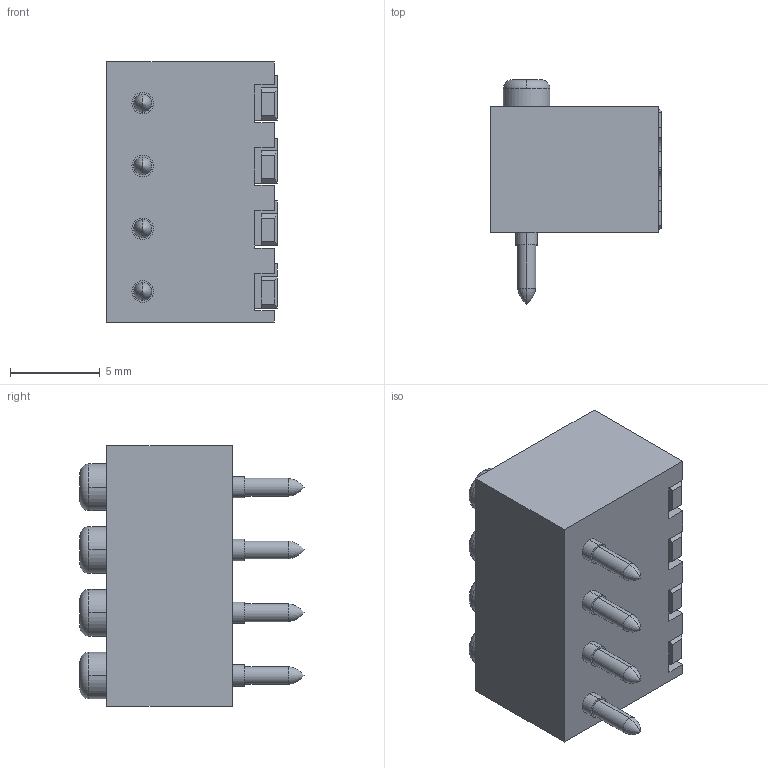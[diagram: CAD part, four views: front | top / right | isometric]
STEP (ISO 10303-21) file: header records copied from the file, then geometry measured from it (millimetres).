
FILE_DESCRIPTION(('SolidDesigner STEP Export'),'2;1');
FILE_NAME('fk-mpt_0.5-4-3.5-h.stp','2011-02-28T 8:39:23',(''),(''),'CoCreate Modeling STEP processor for AP214 (Solid Model)','CoCreate Modeling 16.00A 16-Aug-2008 (C) Parametric Technology GmbH','');
FILE_SCHEMA(('AUTOMOTIVE_DESIGN { 1 0 10303 214 1 1 1 1 }'));
Length unit declared in the file: millimetre
Products named in the file (2): fk-mpt_0.5-4-3.5-h
Assembly tree (1 placements, depth 2):
  fk-mpt_0.5-4-3.5-h
    fk-mpt_0.5-4-3.5-h
Bounding box: 9.5 x 12.5 x 14.5 mm (x, y, z)
Volume: 850.9 mm3; surface area: 1151.3 mm2
Topology: 1 solids, 1 shells, 373 faces, 1002 edges, 651 vertices
Faces by surface type: plane 207, cylinder 110, cone 24, torus 16, sphere 16
Entity records: 14558 total; most frequent: CARTESIAN_POINT 3032, ORIENTED_EDGE 1988, DIRECTION 1497, EDGE_CURVE 994, VERTEX_POINT 651, VECTOR 617, LINE 617, AXIS2_PLACEMENT_3D 440
